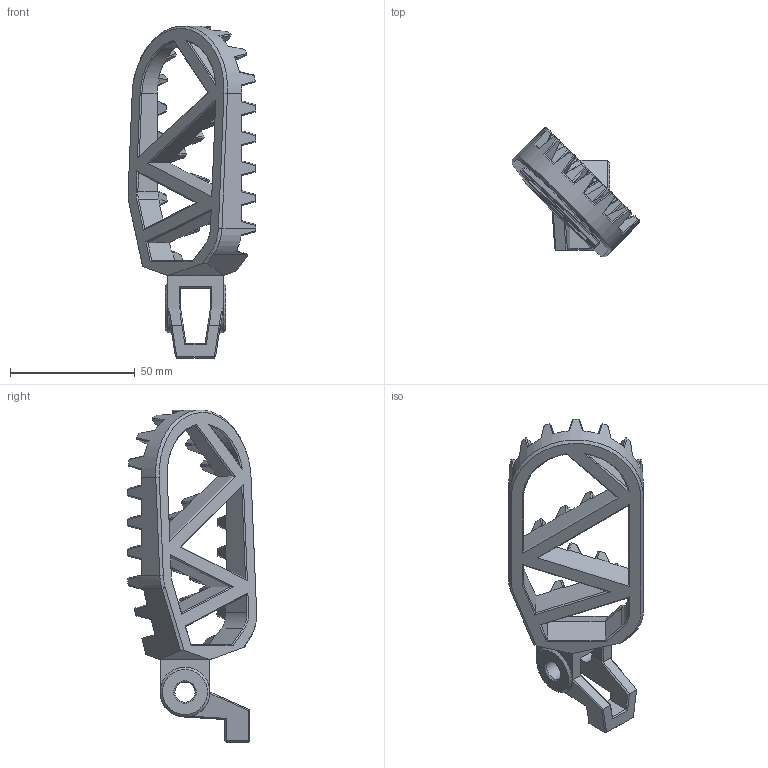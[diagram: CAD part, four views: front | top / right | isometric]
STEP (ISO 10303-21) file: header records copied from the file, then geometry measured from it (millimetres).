
FILE_DESCRIPTION(/* description */ (''),/* implementation_level */ '2;1');
FILE_NAME(/* name */ 'pedal-right.stp',/* time_stamp */ '2023-09-24T02:38:13+08:00',/* author */ ('nicx5'),/* organization */ (''),/* preprocessor_version */ 'ST-DEVELOPER v19.2',/* originating_system */ 'Autodesk Inventor 2024',/* authorisation */ '');
FILE_SCHEMA (('AUTOMOTIVE_DESIGN { 1 0 10303 214 3 1 1 }'));
Length unit declared in the file: millimetre
Products named in the file (1): pedal-right
Bounding box: 51.18 x 51.79 x 133 mm (x, y, z)
Volume: 39661 mm3; surface area: 19700.3 mm2
Topology: 1 solids, 1 shells, 596 faces, 1739 edges, 1136 vertices
Faces by surface type: plane 469, bspline 69, cone 47, cylinder 11
Full cylindrical faces by diameter (mm): 8.1 x2
Entity records: 20792 total; most frequent: CARTESIAN_POINT 5751, ORIENTED_EDGE 3478, DIRECTION 2599, EDGE_CURVE 1739, LINE 1283, VECTOR 1283, VERTEX_POINT 1136, AXIS2_PLACEMENT_3D 658
